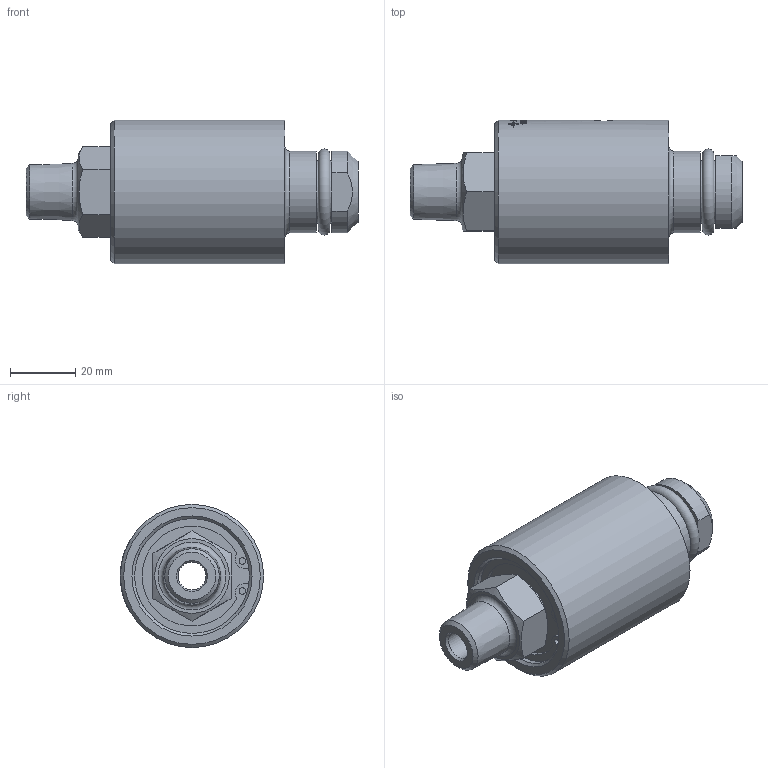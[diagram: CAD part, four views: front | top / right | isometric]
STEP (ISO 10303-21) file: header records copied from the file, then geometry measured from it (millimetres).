
FILE_DESCRIPTION(/* description */ (''),/* implementation_level */ '2;1');
FILE_NAME(/* name */ '1115-130-002-IC.stp',/* time_stamp */ '2020-05-14T10:33:08-05:00',/* author */ ('moorera'),/* organization */ (''),/* preprocessor_version */ 'ST-DEVELOPER v18.1',/* originating_system */ 'Autodesk Inventor 2020',/* authorisation */ '');
FILE_SCHEMA (('AUTOMOTIVE_DESIGN { 1 0 10303 214 3 1 1 }'));
Products named in the file (1): 1115-130-002-IC
Bounding box: 101.39 x 43.74 x 43.74 mm (x, y, z)
Volume: 90415.8 mm3; surface area: 18472.1 mm2
Topology: 1 solids, 2 shells, 349 faces, 923 edges, 621 vertices
Faces by surface type: bspline 170, plane 110, cylinder 56, cone 9, torus 3, sphere 1
Full cylindrical faces by diameter (mm): 1.981 x2, 4.7 x1, 5.75 x1, 6 x1, 8.5 x1, 10.719 x1, 19.225 x2, 19.84 x1, 24.95 x1, 35.08 x1, 37.25 x1, 43.74 x1
Entity records: 49009 total; most frequent: CARTESIAN_POINT 40931, ORIENTED_EDGE 1846, DIRECTION 1278, EDGE_CURVE 923, VERTEX_POINT 621, AXIS2_PLACEMENT_3D 465, EDGE_LOOP 398, FACE_OUTER_BOUND 349
